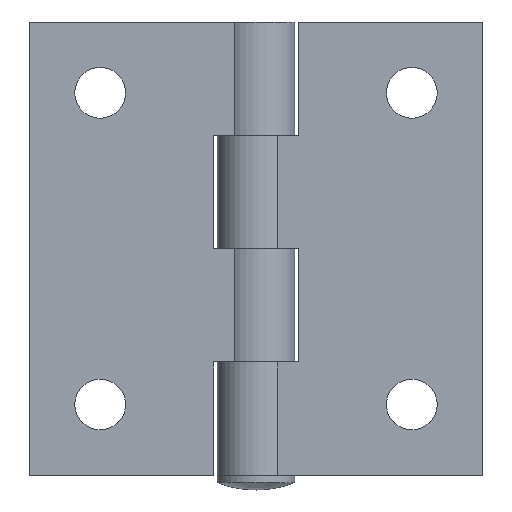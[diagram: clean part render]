
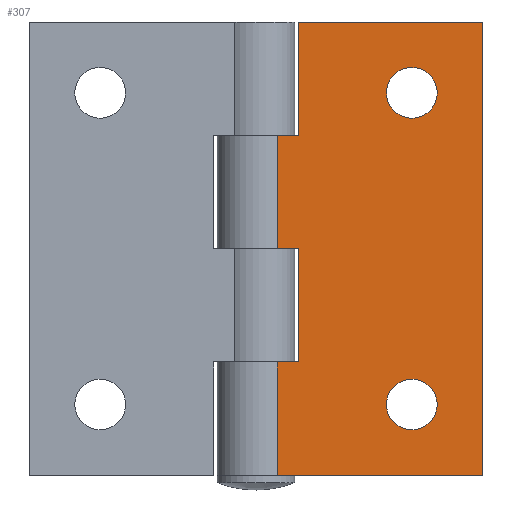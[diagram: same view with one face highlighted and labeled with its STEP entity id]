
A CAD part, front view. The second image highlights one B-rep face of the part: STEP entity #307.
In plain terms, the highlighted planar face has unit normal (0, -1, 0).
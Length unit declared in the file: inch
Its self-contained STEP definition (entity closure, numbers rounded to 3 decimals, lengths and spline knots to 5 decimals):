
#63 = DIRECTION ( 'NONE',  ( -1., 0., 0. ) ) ;
#71 = ORIENTED_EDGE ( 'NONE', *, *, #1597, .T. ) ;
#91 = EDGE_CURVE ( 'NONE', #431, #687, #1595, .T. ) ;
#119 = AXIS2_PLACEMENT_3D ( 'NONE', #1696, #554, #1373 ) ;
#129 = EDGE_CURVE ( 'NONE', #284, #213, #883, .T. ) ;
#138 = EDGE_LOOP ( 'NONE', ( #349, #1470 ) ) ;
#142 = EDGE_CURVE ( 'NONE', #687, #1242, #1101, .T. ) ;
#148 = VECTOR ( 'NONE', #1305, 39.37008 ) ;
#181 = LINE ( 'NONE', #766, #368 ) ;
#213 = VERTEX_POINT ( 'NONE', #591 ) ;
#226 = AXIS2_PLACEMENT_3D ( 'NONE', #1806, #836, #868 ) ;
#233 = CIRCLE ( 'NONE', #1627, 0.112 ) ;
#249 = CARTESIAN_POINT ( 'NONE',  ( 1., -0.14406, -0.5 ) ) ;
#255 = DIRECTION ( 'NONE',  ( 0., 1., 0. ) ) ;
#273 = VERTEX_POINT ( 'NONE', #598 ) ;
#282 = CARTESIAN_POINT ( 'NONE',  ( 0.09375, -0.14406, -1. ) ) ;
#284 = VERTEX_POINT ( 'NONE', #1902 ) ;
#288 = VECTOR ( 'NONE', #1047, 39.37008 ) ;
#307 = ADVANCED_FACE ( 'NONE', ( #2097, #1278, #324 ), #1121, .F. ) ;
#324 = FACE_OUTER_BOUND ( 'NONE', #2043, .T. ) ;
#325 = VERTEX_POINT ( 'NONE', #1774 ) ;
#336 = EDGE_CURVE ( 'NONE', #1256, #1599, #1420, .T. ) ;
#349 = ORIENTED_EDGE ( 'NONE', *, *, #614, .F. ) ;
#362 = ORIENTED_EDGE ( 'NONE', *, *, #1484, .T. ) ;
#368 = VECTOR ( 'NONE', #1578, 39.37008 ) ;
#371 = CIRCLE ( 'NONE', #959, 0.112 ) ;
#384 = CARTESIAN_POINT ( 'NONE',  ( 1., -0.14406, 1. ) ) ;
#394 = CARTESIAN_POINT ( 'NONE',  ( 1., -0.14406, 0.5 ) ) ;
#400 = DIRECTION ( 'NONE',  ( 0., 0., -1. ) ) ;
#403 = ORIENTED_EDGE ( 'NONE', *, *, #1799, .T. ) ;
#420 = CARTESIAN_POINT ( 'NONE',  ( 0.18687, -0.14406, 0.5 ) ) ;
#431 = VERTEX_POINT ( 'NONE', #970 ) ;
#438 = DIRECTION ( 'NONE',  ( 0., -1., 0. ) ) ;
#451 = VERTEX_POINT ( 'NONE', #1812 ) ;
#464 = VECTOR ( 'NONE', #1497, 39.37008 ) ;
#481 = ORIENTED_EDGE ( 'NONE', *, *, #1283, .T. ) ;
#517 = EDGE_CURVE ( 'NONE', #846, #451, #1515, .T. ) ;
#554 = DIRECTION ( 'NONE',  ( 0., -1., 0. ) ) ;
#574 = VECTOR ( 'NONE', #2055, 39.37008 ) ;
#591 = CARTESIAN_POINT ( 'NONE',  ( 0.6875, -0.14406, 0.5755 ) ) ;
#598 = CARTESIAN_POINT ( 'NONE',  ( 0.18687, -0.14406, -0.5 ) ) ;
#614 = EDGE_CURVE ( 'NONE', #451, #846, #371, .T. ) ;
#674 = ORIENTED_EDGE ( 'NONE', *, *, #91, .T. ) ;
#678 = CARTESIAN_POINT ( 'NONE',  ( 1., -0.14406, -1. ) ) ;
#687 = VERTEX_POINT ( 'NONE', #420 ) ;
#703 = LINE ( 'NONE', #249, #288 ) ;
#743 = CARTESIAN_POINT ( 'NONE',  ( 0.6875, -0.14406, 0.6875 ) ) ;
#748 = ORIENTED_EDGE ( 'NONE', *, *, #336, .T. ) ;
#766 = CARTESIAN_POINT ( 'NONE',  ( 1., -0.14406, 1. ) ) ;
#836 = DIRECTION ( 'NONE',  ( 0., -1., 0. ) ) ;
#846 = VERTEX_POINT ( 'NONE', #1281 ) ;
#861 = EDGE_CURVE ( 'NONE', #431, #325, #181, .T. ) ;
#868 = DIRECTION ( 'NONE',  ( 0., 0., 1. ) ) ;
#883 = CIRCLE ( 'NONE', #119, 0.112 ) ;
#895 = LINE ( 'NONE', #2107, #148 ) ;
#959 = AXIS2_PLACEMENT_3D ( 'NONE', #1824, #1211, #1841 ) ;
#963 = VERTEX_POINT ( 'NONE', #1306 ) ;
#970 = CARTESIAN_POINT ( 'NONE',  ( 0.18687, -0.14406, 1. ) ) ;
#979 = DIRECTION ( 'NONE',  ( 0., 0., -1. ) ) ;
#980 = VECTOR ( 'NONE', #400, 39.37008 ) ;
#1047 = DIRECTION ( 'NONE',  ( -1., 0., 0. ) ) ;
#1062 = VECTOR ( 'NONE', #63, 39.37008 ) ;
#1076 = CARTESIAN_POINT ( 'NONE',  ( 1., -0.14406, 0. ) ) ;
#1101 = LINE ( 'NONE', #394, #1062 ) ;
#1121 = PLANE ( 'NONE',  #1975 ) ;
#1131 = ORIENTED_EDGE ( 'NONE', *, *, #1927, .T. ) ;
#1211 = DIRECTION ( 'NONE',  ( 0., -1., 0. ) ) ;
#1233 = DIRECTION ( 'NONE',  ( 0., 0., -1. ) ) ;
#1242 = VERTEX_POINT ( 'NONE', #1874 ) ;
#1248 = CARTESIAN_POINT ( 'NONE',  ( 1., -0.14406, 1. ) ) ;
#1256 = VERTEX_POINT ( 'NONE', #1262 ) ;
#1262 = CARTESIAN_POINT ( 'NONE',  ( 0.09375, -0.14406, -0.5 ) ) ;
#1278 = FACE_BOUND ( 'NONE', #138, .T. ) ;
#1281 = CARTESIAN_POINT ( 'NONE',  ( 0.6875, -0.14406, -0.7995 ) ) ;
#1283 = EDGE_CURVE ( 'NONE', #963, #2032, #1415, .T. ) ;
#1305 = DIRECTION ( 'NONE',  ( 0., 0., -1. ) ) ;
#1306 = CARTESIAN_POINT ( 'NONE',  ( 0.09375, -0.14406, 0. ) ) ;
#1326 = ORIENTED_EDGE ( 'NONE', *, *, #1340, .F. ) ;
#1340 = EDGE_CURVE ( 'NONE', #213, #284, #233, .T. ) ;
#1369 = VECTOR ( 'NONE', #979, 39.37008 ) ;
#1373 = DIRECTION ( 'NONE',  ( 0., 0., 1. ) ) ;
#1398 = DIRECTION ( 'NONE',  ( -1., 0., 0. ) ) ;
#1407 = DIRECTION ( 'NONE',  ( 0., 0., -1. ) ) ;
#1411 = LINE ( 'NONE', #384, #980 ) ;
#1415 = LINE ( 'NONE', #1076, #574 ) ;
#1420 = LINE ( 'NONE', #1440, #1369 ) ;
#1423 = EDGE_CURVE ( 'NONE', #325, #1943, #1411, .T. ) ;
#1440 = CARTESIAN_POINT ( 'NONE',  ( 0.09375, -0.14406, 1. ) ) ;
#1470 = ORIENTED_EDGE ( 'NONE', *, *, #517, .F. ) ;
#1477 = LINE ( 'NONE', #1808, #464 ) ;
#1484 = EDGE_CURVE ( 'NONE', #273, #1256, #703, .T. ) ;
#1497 = DIRECTION ( 'NONE',  ( 1., 0., 0. ) ) ;
#1515 = CIRCLE ( 'NONE', #226, 0.112 ) ;
#1553 = CARTESIAN_POINT ( 'NONE',  ( 0.18687, -0.14406, 1. ) ) ;
#1558 = EDGE_LOOP ( 'NONE', ( #1689, #1326 ) ) ;
#1578 = DIRECTION ( 'NONE',  ( 1., 0., 0. ) ) ;
#1595 = LINE ( 'NONE', #1553, #1919 ) ;
#1597 = EDGE_CURVE ( 'NONE', #2032, #273, #1792, .T. ) ;
#1599 = VERTEX_POINT ( 'NONE', #282 ) ;
#1627 = AXIS2_PLACEMENT_3D ( 'NONE', #743, #438, #1876 ) ;
#1635 = VECTOR ( 'NONE', #1407, 39.37008 ) ;
#1689 = ORIENTED_EDGE ( 'NONE', *, *, #129, .F. ) ;
#1696 = CARTESIAN_POINT ( 'NONE',  ( 0.6875, -0.14406, 0.6875 ) ) ;
#1774 = CARTESIAN_POINT ( 'NONE',  ( 1., -0.14406, 1. ) ) ;
#1792 = LINE ( 'NONE', #1912, #1635 ) ;
#1797 = ORIENTED_EDGE ( 'NONE', *, *, #1423, .F. ) ;
#1799 = EDGE_CURVE ( 'NONE', #1242, #963, #895, .T. ) ;
#1806 = CARTESIAN_POINT ( 'NONE',  ( 0.6875, -0.14406, -0.6875 ) ) ;
#1808 = CARTESIAN_POINT ( 'NONE',  ( 1., -0.14406, -1. ) ) ;
#1812 = CARTESIAN_POINT ( 'NONE',  ( 0.6875, -0.14406, -0.5755 ) ) ;
#1824 = CARTESIAN_POINT ( 'NONE',  ( 0.6875, -0.14406, -0.6875 ) ) ;
#1839 = ORIENTED_EDGE ( 'NONE', *, *, #142, .T. ) ;
#1841 = DIRECTION ( 'NONE',  ( 0., 0., 1. ) ) ;
#1848 = CARTESIAN_POINT ( 'NONE',  ( 0.18687, -0.14406, 0. ) ) ;
#1869 = ORIENTED_EDGE ( 'NONE', *, *, #861, .F. ) ;
#1874 = CARTESIAN_POINT ( 'NONE',  ( 0.09375, -0.14406, 0.5 ) ) ;
#1876 = DIRECTION ( 'NONE',  ( 0., 0., 1. ) ) ;
#1902 = CARTESIAN_POINT ( 'NONE',  ( 0.6875, -0.14406, 0.7995 ) ) ;
#1912 = CARTESIAN_POINT ( 'NONE',  ( 0.18687, -0.14406, 1. ) ) ;
#1919 = VECTOR ( 'NONE', #1233, 39.37008 ) ;
#1927 = EDGE_CURVE ( 'NONE', #1599, #1943, #1477, .T. ) ;
#1943 = VERTEX_POINT ( 'NONE', #678 ) ;
#1975 = AXIS2_PLACEMENT_3D ( 'NONE', #1248, #255, #1398 ) ;
#2032 = VERTEX_POINT ( 'NONE', #1848 ) ;
#2043 = EDGE_LOOP ( 'NONE', ( #674, #1839, #403, #481, #71, #362, #748, #1131, #1797, #1869 ) ) ;
#2055 = DIRECTION ( 'NONE',  ( 1., 0., 0. ) ) ;
#2097 = FACE_BOUND ( 'NONE', #1558, .T. ) ;
#2107 = CARTESIAN_POINT ( 'NONE',  ( 0.09375, -0.14406, 1. ) ) ;
